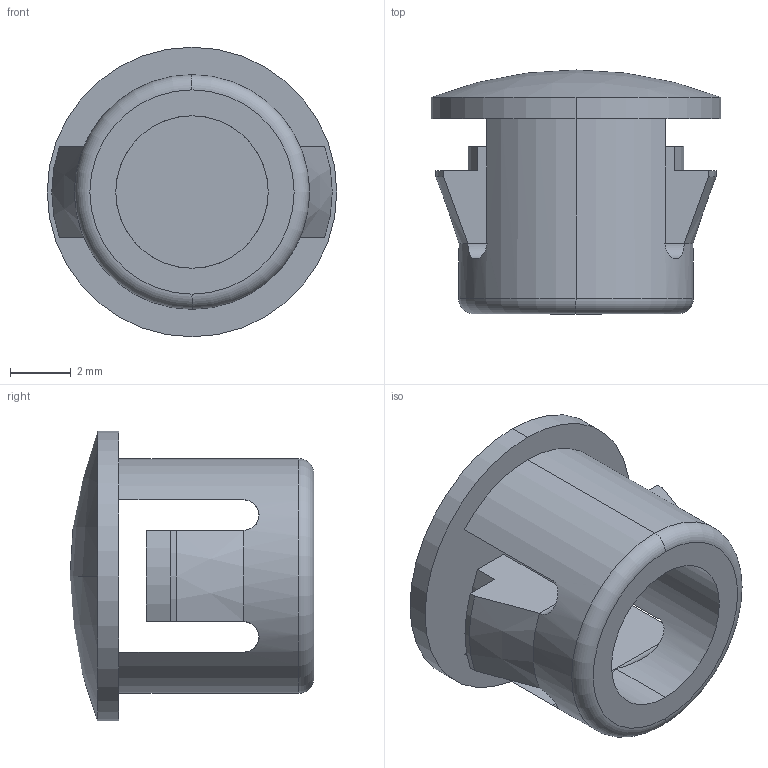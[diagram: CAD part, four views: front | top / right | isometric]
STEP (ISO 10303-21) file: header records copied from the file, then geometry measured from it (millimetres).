
FILE_DESCRIPTION (( 'STEP AP203' ), '1' );
FILE_NAME ('sone3D.STEP', '2013-10-08T09:55:48', ( '' ), ( '' ), 'SwSTEP 2.0', 'SolidWorks 2012', '' );
FILE_SCHEMA (( 'CONFIG_CONTROL_DESIGN' ));
Length unit declared in the file: millimetre
Products named in the file (1): sone3D
Bounding box: 9.5 x 8 x 9.5 mm (x, y, z)
Volume: 216.2 mm3; surface area: 454.4 mm2
Topology: 1 solids, 1 shells, 32 faces, 84 edges, 53 vertices
Faces by surface type: cylinder 14, plane 12, torus 2, sphere 2, cone 2
Entity records: 1165 total; most frequent: CARTESIAN_POINT 286, DIRECTION 170, ORIENTED_EDGE 168, EDGE_CURVE 84, AXIS2_PLACEMENT_3D 65, VERTEX_POINT 53, LINE 40, VECTOR 40
